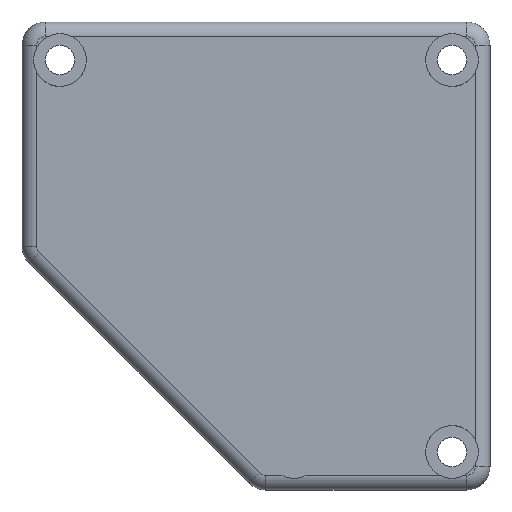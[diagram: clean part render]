
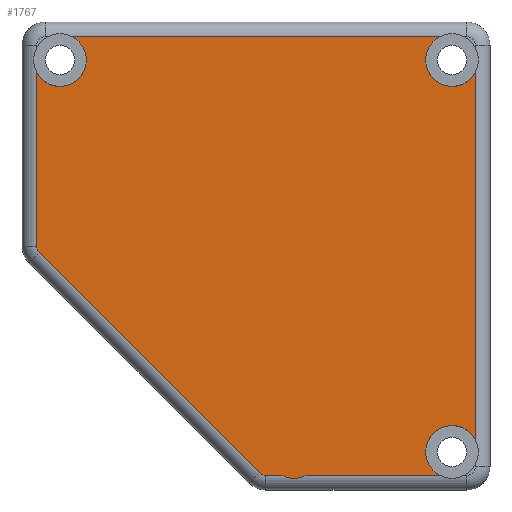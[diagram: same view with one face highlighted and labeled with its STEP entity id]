
A CAD part, front view. The second image highlights one B-rep face of the part: STEP entity #1767.
In plain terms, the highlighted planar face has unit normal (0, -1, 0).
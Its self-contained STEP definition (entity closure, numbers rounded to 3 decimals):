
#60 = CARTESIAN_POINT ( 'NONE',  ( 33.5, -4., 29. ) ) ;
#164 = ORIENTED_EDGE ( 'NONE', *, *, #3476, .T. ) ;
#238 = EDGE_LOOP ( 'NONE', ( #2128, #3366, #1706, #3209, #3642, #4581, #2440, #1239, #2414, #5330, #5386, #2951, #430, #164, #5148 ) ) ;
#266 = CARTESIAN_POINT ( 'NONE',  ( 33.5, -4., -33.5 ) ) ;
#291 = CARTESIAN_POINT ( 'NONE',  ( 0.596, -4., -37.061 ) ) ;
#298 = CARTESIAN_POINT ( 'NONE',  ( 37.5, -4., 31.438 ) ) ;
#305 = EDGE_CURVE ( 'NONE', #4340, #2616, #2366, .T. ) ;
#350 = VECTOR ( 'NONE', #4415, 1000. ) ;
#407 = CIRCLE ( 'NONE', #3978, 4.5 ) ;
#421 = EDGE_CURVE ( 'NONE', #5289, #3829, #4090, .T. ) ;
#430 = ORIENTED_EDGE ( 'NONE', *, *, #1771, .F. ) ;
#463 = CIRCLE ( 'NONE', #3620, 4.5 ) ;
#604 = CARTESIAN_POINT ( 'NONE',  ( 31.438, -4., -37.5 ) ) ;
#625 = VECTOR ( 'NONE', #1016, 1000. ) ;
#693 = DIRECTION ( 'NONE',  ( 0., 0., -1. ) ) ;
#730 = DIRECTION ( 'NONE',  ( 0., -1., 0. ) ) ;
#756 = CIRCLE ( 'NONE', #3444, 4.5 ) ;
#870 = VERTEX_POINT ( 'NONE', #4020 ) ;
#904 = VERTEX_POINT ( 'NONE', #5275 ) ;
#915 = AXIS2_PLACEMENT_3D ( 'NONE', #1051, #4003, #1470 ) ;
#950 = CARTESIAN_POINT ( 'NONE',  ( -37.5, -4., 31.438 ) ) ;
#996 = VERTEX_POINT ( 'NONE', #3016 ) ;
#1016 = DIRECTION ( 'NONE',  ( -1., 0., 0. ) ) ;
#1051 = CARTESIAN_POINT ( 'NONE',  ( -33.5, -4., 33.5 ) ) ;
#1092 = VECTOR ( 'NONE', #4921, 1000. ) ;
#1107 = AXIS2_PLACEMENT_3D ( 'NONE', #2294, #5227, #2728 ) ;
#1146 = DIRECTION ( 'NONE',  ( 0., -1., 0. ) ) ;
#1177 = AXIS2_PLACEMENT_3D ( 'NONE', #1913, #4858, #2339 ) ;
#1200 = CARTESIAN_POINT ( 'NONE',  ( -33.5, -4., 29. ) ) ;
#1235 = VECTOR ( 'NONE', #2087, 1000. ) ;
#1239 = ORIENTED_EDGE ( 'NONE', *, *, #3768, .T. ) ;
#1271 = CARTESIAN_POINT ( 'NONE',  ( 6.5, -4., -33.5 ) ) ;
#1282 = LINE ( 'NONE', #2098, #3792 ) ;
#1314 = EDGE_CURVE ( 'NONE', #1909, #2000, #3901, .T. ) ;
#1370 = CIRCLE ( 'NONE', #1107, 1.5 ) ;
#1470 = DIRECTION ( 'NONE',  ( 0., 0., -1. ) ) ;
#1686 = DIRECTION ( 'NONE',  ( 0., 0., -1. ) ) ;
#1688 = DIRECTION ( 'NONE',  ( 0., 0., -1. ) ) ;
#1696 = CARTESIAN_POINT ( 'NONE',  ( -31.438, -4., 37.5 ) ) ;
#1706 = ORIENTED_EDGE ( 'NONE', *, *, #3042, .T. ) ;
#1745 = DIRECTION ( 'NONE',  ( 0., -1., 0. ) ) ;
#1767 = ADVANCED_FACE ( 'NONE', ( #4963 ), #5072, .T. ) ;
#1769 = VERTEX_POINT ( 'NONE', #3017 ) ;
#1771 = EDGE_CURVE ( 'NONE', #870, #1909, #463, .T. ) ;
#1857 = CARTESIAN_POINT ( 'NONE',  ( -18.232, -4., -18.232 ) ) ;
#1902 = AXIS2_PLACEMENT_3D ( 'NONE', #1954, #4894, #2378 ) ;
#1909 = VERTEX_POINT ( 'NONE', #60 ) ;
#1913 = CARTESIAN_POINT ( 'NONE',  ( 33.5, -4., 33.5 ) ) ;
#1942 = VERTEX_POINT ( 'NONE', #950 ) ;
#1954 = CARTESIAN_POINT ( 'NONE',  ( -36., -4., 1.657 ) ) ;
#1982 = CARTESIAN_POINT ( 'NONE',  ( 37.5, -4., -40. ) ) ;
#2000 = VERTEX_POINT ( 'NONE', #298 ) ;
#2087 = DIRECTION ( 'NONE',  ( 1., 0., 0. ) ) ;
#2098 = CARTESIAN_POINT ( 'NONE',  ( -40., -4., -37.5 ) ) ;
#2128 = ORIENTED_EDGE ( 'NONE', *, *, #3096, .F. ) ;
#2158 = CARTESIAN_POINT ( 'NONE',  ( -40., -4., -40. ) ) ;
#2169 = CARTESIAN_POINT ( 'NONE',  ( 4.438, -4., -37.5 ) ) ;
#2177 = EDGE_CURVE ( 'NONE', #2616, #904, #756, .T. ) ;
#2179 = AXIS2_PLACEMENT_3D ( 'NONE', #266, #3238, #693 ) ;
#2294 = CARTESIAN_POINT ( 'NONE',  ( 1.657, -4., -36. ) ) ;
#2296 = CIRCLE ( 'NONE', #3606, 4.5 ) ;
#2339 = DIRECTION ( 'NONE',  ( 0., 0., -1. ) ) ;
#2366 = LINE ( 'NONE', #5331, #1235 ) ;
#2378 = DIRECTION ( 'NONE',  ( 0., 0., -1. ) ) ;
#2414 = ORIENTED_EDGE ( 'NONE', *, *, #5363, .F. ) ;
#2440 = ORIENTED_EDGE ( 'NONE', *, *, #2177, .T. ) ;
#2519 = DIRECTION ( 'NONE',  ( 1., 0., 0. ) ) ;
#2556 = CIRCLE ( 'NONE', #1902, 1.5 ) ;
#2589 = DIRECTION ( 'NONE',  ( 0., 0., -1. ) ) ;
#2608 = LINE ( 'NONE', #1857, #350 ) ;
#2616 = VERTEX_POINT ( 'NONE', #2169 ) ;
#2728 = DIRECTION ( 'NONE',  ( 0., 0., -1. ) ) ;
#2951 = ORIENTED_EDGE ( 'NONE', *, *, #1314, .F. ) ;
#2959 = CARTESIAN_POINT ( 'NONE',  ( -37.5, -4., -40. ) ) ;
#3016 = CARTESIAN_POINT ( 'NONE',  ( -37.5, -4., 1.657 ) ) ;
#3017 = CARTESIAN_POINT ( 'NONE',  ( 37.5, -4., -31.438 ) ) ;
#3040 = VERTEX_POINT ( 'NONE', #3217 ) ;
#3042 = EDGE_CURVE ( 'NONE', #996, #3495, #2556, .T. ) ;
#3053 = EDGE_CURVE ( 'NONE', #1769, #3040, #3406, .T. ) ;
#3096 = EDGE_CURVE ( 'NONE', #1942, #5289, #2296, .T. ) ;
#3154 = EDGE_CURVE ( 'NONE', #1942, #996, #5102, .T. ) ;
#3209 = ORIENTED_EDGE ( 'NONE', *, *, #3496, .T. ) ;
#3217 = CARTESIAN_POINT ( 'NONE',  ( 33.5, -4., -29. ) ) ;
#3238 = DIRECTION ( 'NONE',  ( 0., -1., 0. ) ) ;
#3267 = CARTESIAN_POINT ( 'NONE',  ( -33.5, -4., 33.5 ) ) ;
#3329 = LINE ( 'NONE', #1982, #1092 ) ;
#3366 = ORIENTED_EDGE ( 'NONE', *, *, #3154, .T. ) ;
#3406 = CIRCLE ( 'NONE', #2179, 4.5 ) ;
#3444 = AXIS2_PLACEMENT_3D ( 'NONE', #1271, #4223, #1688 ) ;
#3476 = EDGE_CURVE ( 'NONE', #870, #3829, #3853, .T. ) ;
#3495 = VERTEX_POINT ( 'NONE', #3572 ) ;
#3496 = EDGE_CURVE ( 'NONE', #3495, #3643, #2608, .T. ) ;
#3572 = CARTESIAN_POINT ( 'NONE',  ( -37.061, -4., 0.596 ) ) ;
#3606 = AXIS2_PLACEMENT_3D ( 'NONE', #3267, #730, #3691 ) ;
#3620 = AXIS2_PLACEMENT_3D ( 'NONE', #4282, #1745, #4689 ) ;
#3642 = ORIENTED_EDGE ( 'NONE', *, *, #4192, .T. ) ;
#3643 = VERTEX_POINT ( 'NONE', #291 ) ;
#3681 = CARTESIAN_POINT ( 'NONE',  ( 33.5, -4., -33.5 ) ) ;
#3691 = DIRECTION ( 'NONE',  ( 0., 0., -1. ) ) ;
#3768 = EDGE_CURVE ( 'NONE', #904, #4217, #1282, .T. ) ;
#3792 = VECTOR ( 'NONE', #2519, 1000. ) ;
#3829 = VERTEX_POINT ( 'NONE', #1696 ) ;
#3853 = LINE ( 'NONE', #3969, #625 ) ;
#3887 = AXIS2_PLACEMENT_3D ( 'NONE', #2158, #5089, #2589 ) ;
#3901 = CIRCLE ( 'NONE', #1177, 4.5 ) ;
#3969 = CARTESIAN_POINT ( 'NONE',  ( -40., -4., 37.5 ) ) ;
#3978 = AXIS2_PLACEMENT_3D ( 'NONE', #3681, #1146, #4108 ) ;
#4003 = DIRECTION ( 'NONE',  ( 0., -1., 0. ) ) ;
#4018 = VECTOR ( 'NONE', #1686, 1000. ) ;
#4020 = CARTESIAN_POINT ( 'NONE',  ( 31.438, -4., 37.5 ) ) ;
#4090 = CIRCLE ( 'NONE', #915, 4.5 ) ;
#4108 = DIRECTION ( 'NONE',  ( 0., 0., -1. ) ) ;
#4192 = EDGE_CURVE ( 'NONE', #3643, #4340, #1370, .T. ) ;
#4217 = VERTEX_POINT ( 'NONE', #604 ) ;
#4223 = DIRECTION ( 'NONE',  ( 0., -1., 0. ) ) ;
#4282 = CARTESIAN_POINT ( 'NONE',  ( 33.5, -4., 33.5 ) ) ;
#4340 = VERTEX_POINT ( 'NONE', #4969 ) ;
#4415 = DIRECTION ( 'NONE',  ( 0.707, 0., -0.707 ) ) ;
#4581 = ORIENTED_EDGE ( 'NONE', *, *, #305, .T. ) ;
#4689 = DIRECTION ( 'NONE',  ( 0., 0., -1. ) ) ;
#4858 = DIRECTION ( 'NONE',  ( 0., -1., 0. ) ) ;
#4894 = DIRECTION ( 'NONE',  ( 0., -1., 0. ) ) ;
#4921 = DIRECTION ( 'NONE',  ( 0., 0., 1. ) ) ;
#4963 = FACE_OUTER_BOUND ( 'NONE', #238, .T. ) ;
#4969 = CARTESIAN_POINT ( 'NONE',  ( 1.657, -4., -37.5 ) ) ;
#5072 = PLANE ( 'NONE',  #3887 ) ;
#5089 = DIRECTION ( 'NONE',  ( 0., -1., 0. ) ) ;
#5102 = LINE ( 'NONE', #2959, #4018 ) ;
#5148 = ORIENTED_EDGE ( 'NONE', *, *, #421, .F. ) ;
#5190 = EDGE_CURVE ( 'NONE', #1769, #2000, #3329, .T. ) ;
#5227 = DIRECTION ( 'NONE',  ( 0., -1., 0. ) ) ;
#5275 = CARTESIAN_POINT ( 'NONE',  ( 8.562, -4., -37.5 ) ) ;
#5289 = VERTEX_POINT ( 'NONE', #1200 ) ;
#5330 = ORIENTED_EDGE ( 'NONE', *, *, #3053, .F. ) ;
#5331 = CARTESIAN_POINT ( 'NONE',  ( -40., -4., -37.5 ) ) ;
#5363 = EDGE_CURVE ( 'NONE', #3040, #4217, #407, .T. ) ;
#5386 = ORIENTED_EDGE ( 'NONE', *, *, #5190, .T. ) ;
